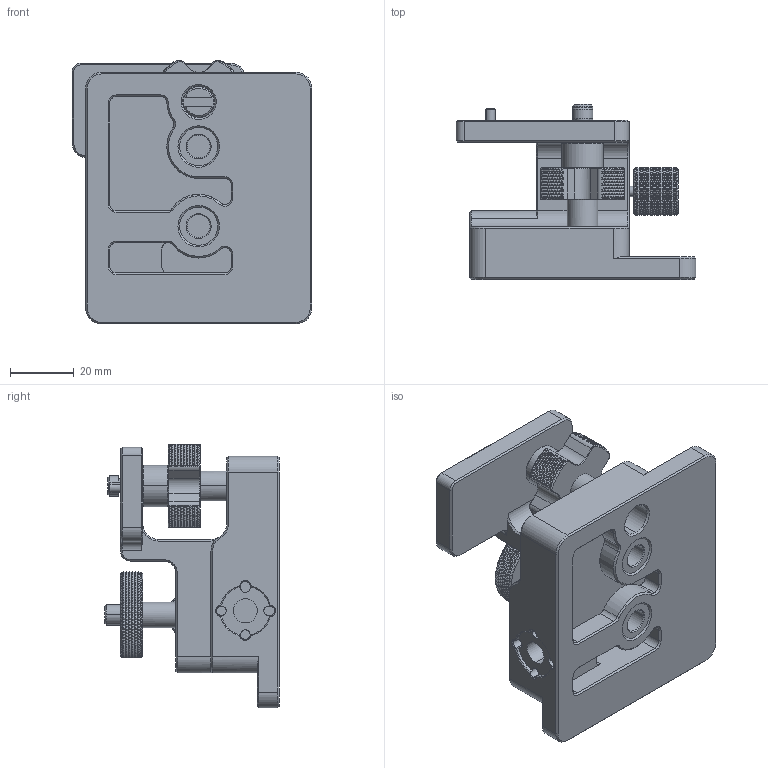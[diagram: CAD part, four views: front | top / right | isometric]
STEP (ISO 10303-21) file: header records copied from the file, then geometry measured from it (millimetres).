
FILE_DESCRIPTION (( 'STEP AP214' ), '1' );
FILE_NAME ('SIGMA_CPA-11_ver2.STEP', '2019-10-01T02:20:45', ( '' ), ( '' ), 'SwSTEP 2.0', 'SolidWorks 2016', '' );
FILE_SCHEMA (( 'AUTOMOTIVE_DESIGN' ));
Products named in the file (2): SIGMA_CPA-11_ver2
Bounding box: 75.19 x 54.9 x 82.84 mm (x, y, z)
Volume: 111485.1 mm3; surface area: 32519.9 mm2
Topology: 1 solids, 2 shells, 6783 faces, 11887 edges, 5129 vertices
Faces by surface type: bspline 6336, cylinder 155, plane 148, cone 134, torus 10
Entity records: 414962 total; most frequent: CARTESIAN_POINT 331542, ORIENTED_EDGE 23774, EDGE_CURVE 11887, B_SPLINE_CURVE_WITH_KNOTS 11000, EDGE_LOOP 6810, FACE_OUTER_BOUND 6783, ADVANCED_FACE 6783, B_SPLINE_SURFACE_WITH_KNOTS 6336
